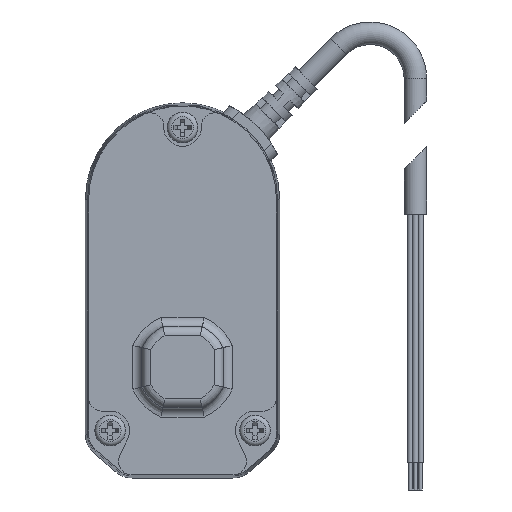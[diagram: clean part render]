
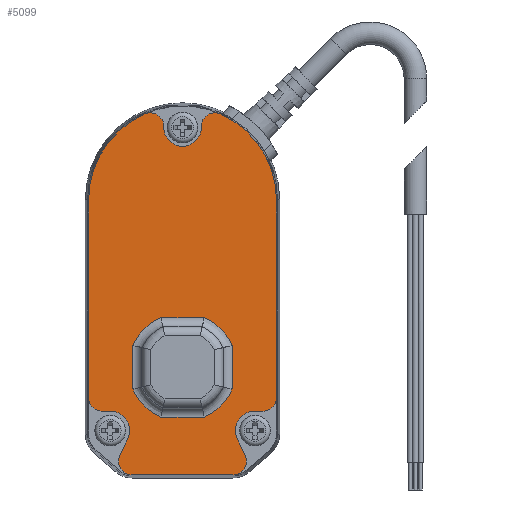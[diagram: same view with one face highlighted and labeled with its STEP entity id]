
A CAD part, front view. The second image highlights one B-rep face of the part: STEP entity #5099.
In plain terms, the highlighted planar face has unit normal (0, -1, 0).
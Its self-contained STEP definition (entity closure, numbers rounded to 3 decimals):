
#88=LINE('',#7862,#552);
#89=LINE('',#7867,#553);
#90=LINE('',#7871,#554);
#91=LINE('',#7875,#555);
#92=LINE('',#7881,#556);
#93=LINE('',#7885,#557);
#94=LINE('',#7889,#558);
#95=LINE('',#7893,#559);
#96=LINE('',#7897,#560);
#97=LINE('',#7901,#561);
#98=LINE('',#7905,#562);
#99=LINE('',#7911,#563);
#100=LINE('',#7915,#564);
#552=VECTOR('',#6243,1000.);
#553=VECTOR('',#6246,1000.);
#554=VECTOR('',#6249,1000.);
#555=VECTOR('',#6252,1000.);
#556=VECTOR('',#6257,1000.);
#557=VECTOR('',#6260,1000.);
#558=VECTOR('',#6263,1000.);
#559=VECTOR('',#6266,1000.);
#560=VECTOR('',#6269,1000.);
#561=VECTOR('',#6272,1000.);
#562=VECTOR('',#6275,1000.);
#563=VECTOR('',#6280,1000.);
#564=VECTOR('',#6283,1000.);
#1374=ORIENTED_EDGE('',*,*,#2690,.T.);
#1375=ORIENTED_EDGE('',*,*,#2691,.T.);
#1376=ORIENTED_EDGE('',*,*,#2692,.T.);
#1377=ORIENTED_EDGE('',*,*,#2693,.T.);
#1378=ORIENTED_EDGE('',*,*,#2694,.T.);
#1379=ORIENTED_EDGE('',*,*,#2695,.T.);
#1380=ORIENTED_EDGE('',*,*,#2696,.T.);
#1381=ORIENTED_EDGE('',*,*,#2697,.T.);
#1382=ORIENTED_EDGE('',*,*,#2698,.T.);
#1383=ORIENTED_EDGE('',*,*,#2699,.T.);
#1384=ORIENTED_EDGE('',*,*,#2700,.T.);
#1385=ORIENTED_EDGE('',*,*,#2701,.T.);
#1386=ORIENTED_EDGE('',*,*,#2702,.T.);
#1387=ORIENTED_EDGE('',*,*,#2703,.T.);
#1388=ORIENTED_EDGE('',*,*,#2704,.T.);
#1389=ORIENTED_EDGE('',*,*,#2705,.T.);
#1390=ORIENTED_EDGE('',*,*,#2706,.T.);
#1391=ORIENTED_EDGE('',*,*,#2707,.T.);
#1392=ORIENTED_EDGE('',*,*,#2708,.T.);
#1393=ORIENTED_EDGE('',*,*,#2709,.T.);
#1394=ORIENTED_EDGE('',*,*,#2710,.T.);
#1395=ORIENTED_EDGE('',*,*,#2711,.T.);
#1396=ORIENTED_EDGE('',*,*,#2712,.T.);
#1397=ORIENTED_EDGE('',*,*,#2713,.T.);
#1398=ORIENTED_EDGE('',*,*,#2714,.T.);
#1399=ORIENTED_EDGE('',*,*,#2715,.T.);
#1400=ORIENTED_EDGE('',*,*,#2716,.T.);
#1401=ORIENTED_EDGE('',*,*,#2717,.T.);
#2690=EDGE_CURVE('',#3378,#3379,#88,.F.);
#2691=EDGE_CURVE('',#3379,#3380,#3832,.F.);
#2692=EDGE_CURVE('',#3380,#3381,#89,.F.);
#2693=EDGE_CURVE('',#3381,#3382,#3833,.F.);
#2694=EDGE_CURVE('',#3382,#3383,#90,.F.);
#2695=EDGE_CURVE('',#3383,#3384,#3834,.F.);
#2696=EDGE_CURVE('',#3384,#3385,#91,.F.);
#2697=EDGE_CURVE('',#3385,#3378,#3835,.F.);
#2698=EDGE_CURVE('',#3386,#3387,#3836,.T.);
#2699=EDGE_CURVE('',#3387,#3388,#92,.T.);
#2700=EDGE_CURVE('',#3388,#3389,#3837,.T.);
#2701=EDGE_CURVE('',#3389,#3390,#93,.T.);
#2702=EDGE_CURVE('',#3390,#3391,#3838,.T.);
#2703=EDGE_CURVE('',#3391,#3392,#94,.T.);
#2704=EDGE_CURVE('',#3392,#3393,#3839,.T.);
#2705=EDGE_CURVE('',#3393,#3394,#95,.T.);
#2706=EDGE_CURVE('',#3394,#3395,#3840,.T.);
#2707=EDGE_CURVE('',#3395,#3396,#96,.T.);
#2708=EDGE_CURVE('',#3396,#3397,#3841,.T.);
#2709=EDGE_CURVE('',#3397,#3398,#97,.T.);
#2710=EDGE_CURVE('',#3398,#3399,#3842,.T.);
#2711=EDGE_CURVE('',#3399,#3400,#98,.T.);
#2712=EDGE_CURVE('',#3400,#3401,#3843,.T.);
#2713=EDGE_CURVE('',#3401,#3402,#3844,.T.);
#2714=EDGE_CURVE('',#3402,#3403,#99,.T.);
#2715=EDGE_CURVE('',#3403,#3404,#3845,.T.);
#2716=EDGE_CURVE('',#3404,#3405,#100,.T.);
#2717=EDGE_CURVE('',#3405,#3386,#3846,.T.);
#3378=VERTEX_POINT('',#7863);
#3379=VERTEX_POINT('',#7864);
#3380=VERTEX_POINT('',#7866);
#3381=VERTEX_POINT('',#7868);
#3382=VERTEX_POINT('',#7870);
#3383=VERTEX_POINT('',#7872);
#3384=VERTEX_POINT('',#7874);
#3385=VERTEX_POINT('',#7876);
#3386=VERTEX_POINT('',#7879);
#3387=VERTEX_POINT('',#7880);
#3388=VERTEX_POINT('',#7882);
#3389=VERTEX_POINT('',#7884);
#3390=VERTEX_POINT('',#7886);
#3391=VERTEX_POINT('',#7888);
#3392=VERTEX_POINT('',#7890);
#3393=VERTEX_POINT('',#7892);
#3394=VERTEX_POINT('',#7894);
#3395=VERTEX_POINT('',#7896);
#3396=VERTEX_POINT('',#7898);
#3397=VERTEX_POINT('',#7900);
#3398=VERTEX_POINT('',#7902);
#3399=VERTEX_POINT('',#7904);
#3400=VERTEX_POINT('',#7906);
#3401=VERTEX_POINT('',#7908);
#3402=VERTEX_POINT('',#7910);
#3403=VERTEX_POINT('',#7912);
#3404=VERTEX_POINT('',#7914);
#3405=VERTEX_POINT('',#7916);
#3832=CIRCLE('',#5524,12.);
#3833=CIRCLE('',#5525,12.);
#3834=CIRCLE('',#5526,12.);
#3835=CIRCLE('',#5527,12.);
#3836=CIRCLE('',#5528,20.77);
#3837=CIRCLE('',#5529,3.);
#3838=CIRCLE('',#5530,4.3);
#3839=CIRCLE('',#5531,3.);
#3840=CIRCLE('',#5532,3.);
#3841=CIRCLE('',#5533,4.3);
#3842=CIRCLE('',#5534,3.);
#3843=CIRCLE('',#5535,20.77);
#3844=CIRCLE('',#5536,3.);
#3845=CIRCLE('',#5537,4.15);
#3846=CIRCLE('',#5538,3.);
#4096=EDGE_LOOP('',(#1374,#1375,#1376,#1377,#1378,#1379,#1380,#1381));
#4097=EDGE_LOOP('',(#1382,#1383,#1384,#1385,#1386,#1387,#1388,#1389,#1390,
#1391,#1392,#1393,#1394,#1395,#1396,#1397,#1398,#1399,#1400,#1401));
#4515=FACE_BOUND('',#4096,.T.);
#4516=FACE_BOUND('',#4097,.T.);
#4874=PLANE('',#5523);
#5099=ADVANCED_FACE('',(#4515,#4516),#4874,.T.);
#5523=AXIS2_PLACEMENT_3D('',#7861,#6241,#6242);
#5524=AXIS2_PLACEMENT_3D('',#7865,#6244,#6245);
#5525=AXIS2_PLACEMENT_3D('',#7869,#6247,#6248);
#5526=AXIS2_PLACEMENT_3D('',#7873,#6250,#6251);
#5527=AXIS2_PLACEMENT_3D('',#7877,#6253,#6254);
#5528=AXIS2_PLACEMENT_3D('',#7878,#6255,#6256);
#5529=AXIS2_PLACEMENT_3D('',#7883,#6258,#6259);
#5530=AXIS2_PLACEMENT_3D('',#7887,#6261,#6262);
#5531=AXIS2_PLACEMENT_3D('',#7891,#6264,#6265);
#5532=AXIS2_PLACEMENT_3D('',#7895,#6267,#6268);
#5533=AXIS2_PLACEMENT_3D('',#7899,#6270,#6271);
#5534=AXIS2_PLACEMENT_3D('',#7903,#6273,#6274);
#5535=AXIS2_PLACEMENT_3D('',#7907,#6276,#6277);
#5536=AXIS2_PLACEMENT_3D('',#7909,#6278,#6279);
#5537=AXIS2_PLACEMENT_3D('',#7913,#6281,#6282);
#5538=AXIS2_PLACEMENT_3D('',#7917,#6284,#6285);
#6241=DIRECTION('',(0.,-1.,0.));
#6242=DIRECTION('',(0.,0.,-1.));
#6243=DIRECTION('',(0.,0.,1.));
#6244=DIRECTION('',(0.,-1.,0.));
#6245=DIRECTION('',(0.,0.,-1.));
#6246=DIRECTION('',(1.,0.,0.));
#6247=DIRECTION('',(0.,-1.,0.));
#6248=DIRECTION('',(0.,0.,-1.));
#6249=DIRECTION('',(0.,0.,-1.));
#6250=DIRECTION('',(0.,-1.,0.));
#6251=DIRECTION('',(0.,0.,-1.));
#6252=DIRECTION('',(-1.,0.,0.));
#6253=DIRECTION('',(0.,-1.,0.));
#6254=DIRECTION('',(0.,0.,-1.));
#6255=DIRECTION('',(0.,-1.,0.));
#6256=DIRECTION('',(1.,0.,0.));
#6257=DIRECTION('',(0.,0.,-1.));
#6258=DIRECTION('',(0.,-1.,0.));
#6259=DIRECTION('',(1.,0.,0.));
#6260=DIRECTION('',(1.,0.,0.));
#6261=DIRECTION('',(0.,1.,0.));
#6262=DIRECTION('',(-1.,0.,0.));
#6263=DIRECTION('',(-0.428,0.,-0.904));
#6264=DIRECTION('',(0.,-1.,0.));
#6265=DIRECTION('',(1.,0.,0.));
#6266=DIRECTION('',(1.,0.,0.));
#6267=DIRECTION('',(0.,-1.,0.));
#6268=DIRECTION('',(-1.,0.,0.));
#6269=DIRECTION('',(-0.428,0.,0.904));
#6270=DIRECTION('',(0.,1.,0.));
#6271=DIRECTION('',(1.,0.,0.));
#6272=DIRECTION('',(1.,0.,0.));
#6273=DIRECTION('',(0.,-1.,0.));
#6274=DIRECTION('',(-1.,0.,0.));
#6275=DIRECTION('',(0.,0.,1.));
#6276=DIRECTION('',(0.,-1.,0.));
#6277=DIRECTION('',(1.,0.,0.));
#6278=DIRECTION('',(0.,-1.,0.));
#6279=DIRECTION('',(1.,0.,0.));
#6280=DIRECTION('',(0.,0.,-1.));
#6281=DIRECTION('',(0.,1.,0.));
#6282=DIRECTION('',(1.,0.,0.));
#6283=DIRECTION('',(0.,0.,1.));
#6284=DIRECTION('',(0.,-1.,0.));
#6285=DIRECTION('',(-1.,0.,0.));
#7861=CARTESIAN_POINT('',(0.,12.,37.));
#7862=CARTESIAN_POINT('',(11.,12.,37.));
#7863=CARTESIAN_POINT('',(11.,12.,4.796));
#7864=CARTESIAN_POINT('',(11.,12.,-4.796));
#7865=CARTESIAN_POINT('',(0.,12.,0.));
#7866=CARTESIAN_POINT('',(4.796,12.,-11.));
#7867=CARTESIAN_POINT('',(0.,12.,-11.));
#7868=CARTESIAN_POINT('',(-4.796,12.,-11.));
#7869=CARTESIAN_POINT('',(0.,12.,0.));
#7870=CARTESIAN_POINT('',(-11.,12.,-4.796));
#7871=CARTESIAN_POINT('',(-11.,12.,37.));
#7872=CARTESIAN_POINT('',(-11.,12.,4.796));
#7873=CARTESIAN_POINT('',(0.,12.,0.));
#7874=CARTESIAN_POINT('',(-4.796,12.,11.));
#7875=CARTESIAN_POINT('',(0.,12.,11.));
#7876=CARTESIAN_POINT('',(4.796,12.,11.));
#7877=CARTESIAN_POINT('',(0.,12.,0.));
#7878=CARTESIAN_POINT('',(0.,12.,37.));
#7879=CARTESIAN_POINT('',(-8.357,12.,56.015));
#7880=CARTESIAN_POINT('',(-20.77,12.,37.));
#7881=CARTESIAN_POINT('',(-20.77,12.,37.));
#7882=CARTESIAN_POINT('',(-20.77,12.,-6.7));
#7883=CARTESIAN_POINT('',(-17.77,12.,-6.7));
#7884=CARTESIAN_POINT('',(-17.77,12.,-9.7));
#7885=CARTESIAN_POINT('',(-16.,12.,-9.7));
#7886=CARTESIAN_POINT('',(-16.,12.,-9.7));
#7887=CARTESIAN_POINT('',(-16.,12.,-14.));
#7888=CARTESIAN_POINT('',(-12.114,12.,-15.841));
#7889=CARTESIAN_POINT('',(-13.841,12.,-19.485));
#7890=CARTESIAN_POINT('',(-13.841,12.,-19.485));
#7891=CARTESIAN_POINT('',(-11.13,12.,-20.77));
#7892=CARTESIAN_POINT('',(-11.13,12.,-23.77));
#7893=CARTESIAN_POINT('',(-11.13,12.,-23.77));
#7894=CARTESIAN_POINT('',(11.13,12.,-23.77));
#7895=CARTESIAN_POINT('',(11.13,12.,-20.77));
#7896=CARTESIAN_POINT('',(13.841,12.,-19.485));
#7897=CARTESIAN_POINT('',(13.841,12.,-19.485));
#7898=CARTESIAN_POINT('',(12.114,12.,-15.841));
#7899=CARTESIAN_POINT('',(16.,12.,-14.));
#7900=CARTESIAN_POINT('',(16.,12.,-9.7));
#7901=CARTESIAN_POINT('',(16.,12.,-9.7));
#7902=CARTESIAN_POINT('',(17.77,12.,-9.7));
#7903=CARTESIAN_POINT('',(17.77,12.,-6.7));
#7904=CARTESIAN_POINT('',(20.77,12.,-6.7));
#7905=CARTESIAN_POINT('',(20.77,12.,-6.7));
#7906=CARTESIAN_POINT('',(20.77,12.,37.));
#7907=CARTESIAN_POINT('',(0.,12.,37.));
#7908=CARTESIAN_POINT('',(8.357,12.,56.015));
#7909=CARTESIAN_POINT('',(7.15,12.,53.268));
#7910=CARTESIAN_POINT('',(4.15,12.,53.268));
#7911=CARTESIAN_POINT('',(4.15,12.,53.));
#7912=CARTESIAN_POINT('',(4.15,12.,53.));
#7913=CARTESIAN_POINT('',(0.,12.,53.));
#7914=CARTESIAN_POINT('',(-4.15,12.,53.));
#7915=CARTESIAN_POINT('',(-4.15,12.,53.268));
#7916=CARTESIAN_POINT('',(-4.15,12.,53.268));
#7917=CARTESIAN_POINT('',(-7.15,12.,53.268));
